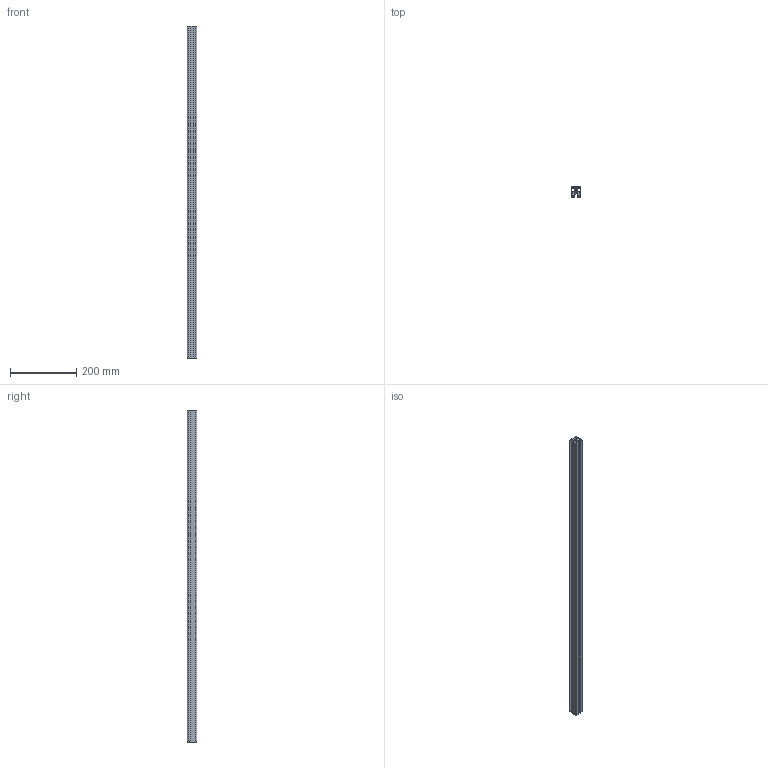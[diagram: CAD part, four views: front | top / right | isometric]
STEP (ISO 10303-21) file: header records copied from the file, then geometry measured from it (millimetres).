
FILE_DESCRIPTION(/* description */ (''),/* implementation_level */ '2;1');
FILE_NAME(/* name */ '113025',/* time_stamp */ '2014-10-06T11:21:40+02:00',/* author */ (''),/* organization */ (''),/* preprocessor_version */ 'ST-DEVELOPER v14',/* originating_system */ 'HiCAD 2013 1802.4 Build 509',/* authorisation */ '');
FILE_SCHEMA (('AUTOMOTIVE_DESIGN { 1 0 10303 214 1 1 1 1 }'));
Length unit declared in the file: millimetre
Products named in the file (2): Root; 11302530x30-KL180BOIKON0
Assembly tree (1 placements, depth 2):
  Root
    11302530x30-KL180BOIKON0
Bounding box: 30 x 30 x 1000 mm (x, y, z)
Volume: 430641.3 mm3; surface area: 282950.6 mm2
Topology: 1 solids, 1 shells, 39 faces, 111 edges, 74 vertices
Faces by surface type: plane 34, cylinder 5
Full cylindrical faces by diameter (mm): 6.8 x1
Entity records: 2390 total; most frequent: CARTESIAN_POINT 225, PRESENTATION_STYLE_ASSIGNMENT 221, COLOUR_RGB 221, DRAUGHTING_PRE_DEFINED_CURVE_FONT 220, CURVE_STYLE 220, OVER_RIDING_STYLED_ITEM 220, ORIENTED_EDGE 220, DIRECTION 202
